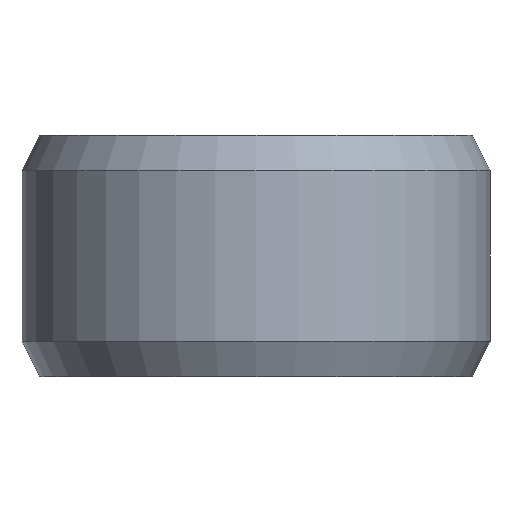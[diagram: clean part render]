
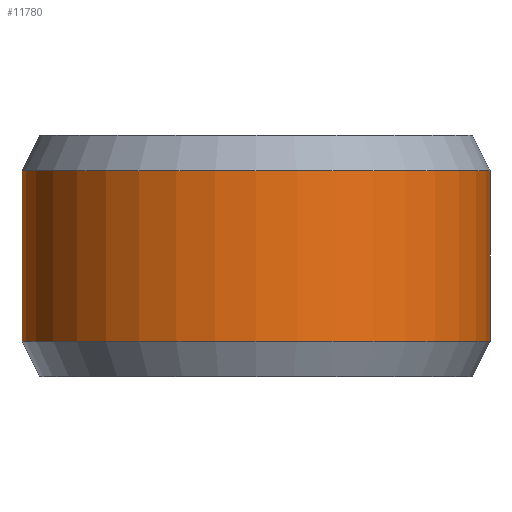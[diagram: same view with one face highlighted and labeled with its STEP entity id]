
A CAD part, left-side view. The second image highlights one B-rep face of the part: STEP entity #11780.
In plain terms, the highlighted cylindrical face has radius 66 mm (diameter 132 mm), a partial arc.
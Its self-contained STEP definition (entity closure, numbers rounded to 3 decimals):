
#3191=CARTESIAN_POINT('',(0.,0.,-24.));
#3192=DIRECTION('',(0.,0.,-1.));
#3193=DIRECTION('',(0.,-1.,0.));
#3194=AXIS2_PLACEMENT_3D('',#3191,#3192,#3193);
#3209=DIRECTION('',(0.,0.,1.));
#3210=VECTOR('',#3209,48.);
#3211=CARTESIAN_POINT('',(0.,66.,-24.));
#3212=LINE('',#3211,#3210);
#3213=DIRECTION('',(0.,0.,1.));
#3214=VECTOR('',#3213,48.);
#3215=CARTESIAN_POINT('',(0.,-66.,-24.));
#3216=LINE('',#3215,#3214);
#3217=CARTESIAN_POINT('',(0.,0.,24.));
#3218=DIRECTION('',(0.,0.,-1.));
#3219=DIRECTION('',(0.,-1.,0.));
#3220=AXIS2_PLACEMENT_3D('',#3217,#3218,#3219);
#8081=CARTESIAN_POINT('',(0.,66.,24.));
#8082=CARTESIAN_POINT('',(0.,-66.,24.));
#8083=VERTEX_POINT('',#8081);
#8084=VERTEX_POINT('',#8082);
#8093=CARTESIAN_POINT('',(0.,66.,-24.));
#8094=CARTESIAN_POINT('',(0.,-66.,-24.));
#8095=VERTEX_POINT('',#8093);
#8096=VERTEX_POINT('',#8094);
#11768=CARTESIAN_POINT('',(0.,0.,37.4));
#11769=DIRECTION('',(0.,0.,-1.));
#11770=DIRECTION('',(0.,-1.,0.));
#11771=AXIS2_PLACEMENT_3D('',#11768,#11769,#11770);
#11772=CYLINDRICAL_SURFACE('',#11771,66.);
#11773=ORIENTED_EDGE('',*,*,#11733,.T.);
#11774=ORIENTED_EDGE('',*,*,#11763,.T.);
#11776=ORIENTED_EDGE('',*,*,#11775,.F.);
#11777=ORIENTED_EDGE('',*,*,#11759,.F.);
#11778=EDGE_LOOP('',(#11773,#11774,#11776,#11777));
#11779=FACE_OUTER_BOUND('',#11778,.F.);
#11780=ADVANCED_FACE('',(#11779),#11772,.T.);
#3195=CIRCLE('',#3194,66.);
#3221=CIRCLE('',#3220,66.);
#11733=EDGE_CURVE('',#8096,#8095,#3195,.T.);
#11759=EDGE_CURVE('',#8096,#8084,#3216,.T.);
#11763=EDGE_CURVE('',#8095,#8083,#3212,.T.);
#11775=EDGE_CURVE('',#8084,#8083,#3221,.T.);
